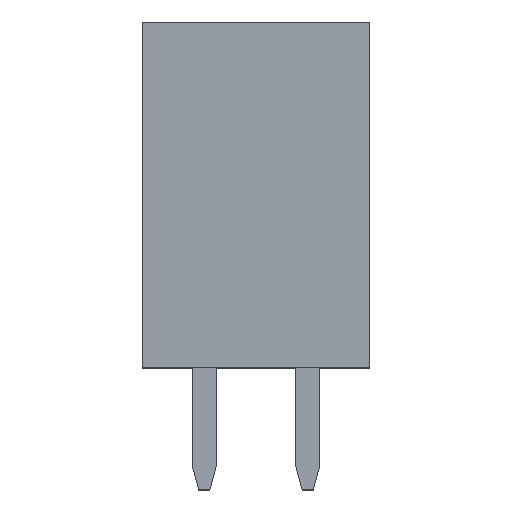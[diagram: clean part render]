
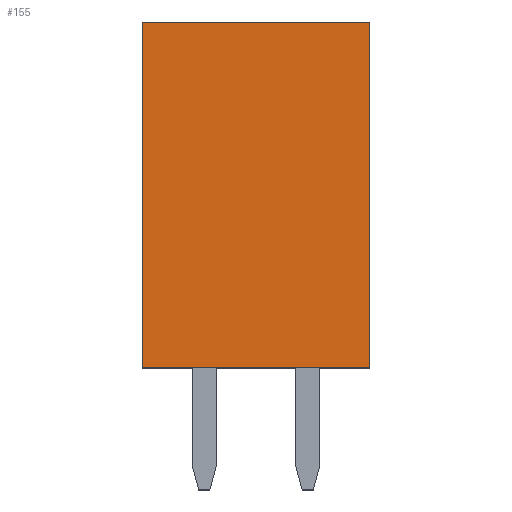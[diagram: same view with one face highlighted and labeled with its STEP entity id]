
A CAD part, top view. The second image highlights one B-rep face of the part: STEP entity #155.
In plain terms, the highlighted planar face has unit normal (0, 0, 1).
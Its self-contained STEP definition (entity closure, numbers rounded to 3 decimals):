
#40 = EDGE_CURVE ( 'NONE', #3006, #335, #1947, .T. ) ;
#53 = DIRECTION ( 'NONE',  ( -1., 0., 0. ) ) ;
#78 = CARTESIAN_POINT ( 'NONE',  ( 4.06, 0., 1.25 ) ) ;
#155 = ADVANCED_FACE ( 'NONE', ( #1163 ), #3269, .F. ) ;
#265 = CARTESIAN_POINT ( 'NONE',  ( 4.06, 8.5, 1.25 ) ) ;
#322 = DIRECTION ( 'NONE',  ( 0., 1., 0. ) ) ;
#335 = VERTEX_POINT ( 'NONE', #783 ) ;
#391 = EDGE_LOOP ( 'NONE', ( #1750, #3080, #884, #1474 ) ) ;
#615 = VERTEX_POINT ( 'NONE', #1038 ) ;
#705 = DIRECTION ( 'NONE',  ( 0., -1., 0. ) ) ;
#712 = VECTOR ( 'NONE', #53, 1000. ) ;
#783 = CARTESIAN_POINT ( 'NONE',  ( -1.52, 8.5, 1.25 ) ) ;
#884 = ORIENTED_EDGE ( 'NONE', *, *, #1741, .T. ) ;
#1001 = AXIS2_PLACEMENT_3D ( 'NONE', #1296, #3370, #705 ) ;
#1038 = CARTESIAN_POINT ( 'NONE',  ( 4.06, 0., 1.25 ) ) ;
#1045 = EDGE_CURVE ( 'NONE', #1105, #335, #2192, .T. ) ;
#1105 = VERTEX_POINT ( 'NONE', #2514 ) ;
#1163 = FACE_OUTER_BOUND ( 'NONE', #391, .T. ) ;
#1179 = CARTESIAN_POINT ( 'NONE',  ( 4.06, 8.5, 1.25 ) ) ;
#1296 = CARTESIAN_POINT ( 'NONE',  ( 4.06, 0., 1.25 ) ) ;
#1430 = LINE ( 'NONE', #78, #2403 ) ;
#1474 = ORIENTED_EDGE ( 'NONE', *, *, #40, .T. ) ;
#1741 = EDGE_CURVE ( 'NONE', #615, #3006, #1430, .T. ) ;
#1750 = ORIENTED_EDGE ( 'NONE', *, *, #1045, .F. ) ;
#1947 = LINE ( 'NONE', #1179, #712 ) ;
#2192 = LINE ( 'NONE', #3023, #3100 ) ;
#2362 = VECTOR ( 'NONE', #2511, 1000. ) ;
#2403 = VECTOR ( 'NONE', #2997, 1000. ) ;
#2511 = DIRECTION ( 'NONE',  ( -1., 0., 0. ) ) ;
#2514 = CARTESIAN_POINT ( 'NONE',  ( -1.52, 0., 1.25 ) ) ;
#2775 = LINE ( 'NONE', #3233, #2362 ) ;
#2997 = DIRECTION ( 'NONE',  ( 0., 1., 0. ) ) ;
#3006 = VERTEX_POINT ( 'NONE', #265 ) ;
#3023 = CARTESIAN_POINT ( 'NONE',  ( -1.52, 0., 1.25 ) ) ;
#3035 = EDGE_CURVE ( 'NONE', #615, #1105, #2775, .T. ) ;
#3080 = ORIENTED_EDGE ( 'NONE', *, *, #3035, .F. ) ;
#3100 = VECTOR ( 'NONE', #322, 1000. ) ;
#3233 = CARTESIAN_POINT ( 'NONE',  ( 4.06, 0., 1.25 ) ) ;
#3269 = PLANE ( 'NONE',  #1001 ) ;
#3370 = DIRECTION ( 'NONE',  ( 0., 0., -1. ) ) ;
